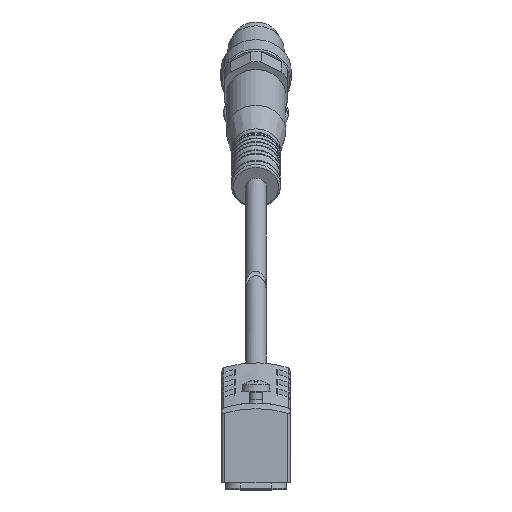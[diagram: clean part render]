
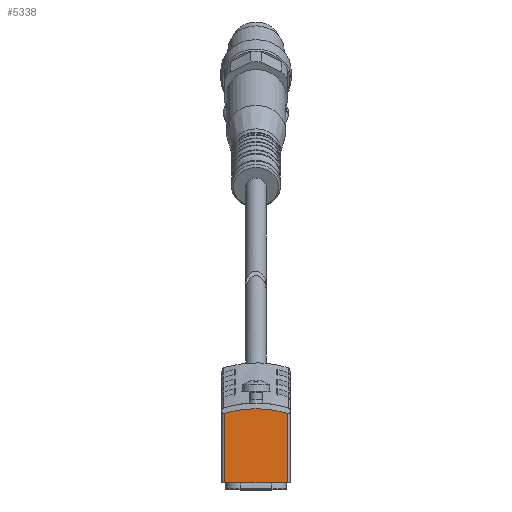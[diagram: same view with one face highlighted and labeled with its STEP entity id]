
A CAD part, top view. The second image highlights one B-rep face of the part: STEP entity #5338.
In plain terms, the highlighted planar face has unit normal (0, 0, 1).
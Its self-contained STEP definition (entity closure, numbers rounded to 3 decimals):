
#389=LINE('',#7901,#662);
#390=LINE('',#7906,#663);
#391=LINE('',#7908,#664);
#662=VECTOR('',#6350,1000.);
#663=VECTOR('',#6353,1000.);
#664=VECTOR('',#6354,1000.);
#1112=ORIENTED_EDGE('',*,*,#2175,.F.);
#1113=ORIENTED_EDGE('',*,*,#2176,.F.);
#1114=ORIENTED_EDGE('',*,*,#2177,.T.);
#1115=ORIENTED_EDGE('',*,*,#2178,.F.);
#2175=EDGE_CURVE('',#2690,#2691,#389,.T.);
#2176=EDGE_CURVE('',#2692,#2690,#2888,.T.);
#2177=EDGE_CURVE('',#2692,#2693,#390,.T.);
#2178=EDGE_CURVE('',#2691,#2693,#391,.T.);
#2690=VERTEX_POINT('',#7902);
#2691=VERTEX_POINT('',#7903);
#2692=VERTEX_POINT('',#7905);
#2693=VERTEX_POINT('',#7907);
#2888=CIRCLE('',#5674,15.4);
#3063=EDGE_LOOP('',(#1112,#1113,#1114,#1115));
#3378=FACE_BOUND('',#3063,.T.);
#3669=PLANE('',#5673);
#5338=ADVANCED_FACE('',(#3378),#3669,.F.);
#5673=AXIS2_PLACEMENT_3D('',#7900,#6348,#6349);
#5674=AXIS2_PLACEMENT_3D('',#7904,#6351,#6352);
#6348=DIRECTION('',(0.,0.,-1.));
#6349=DIRECTION('',(-1.,0.,0.));
#6350=DIRECTION('',(0.,-1.,0.));
#6351=DIRECTION('',(0.,0.,-1.));
#6352=DIRECTION('',(-1.,0.,0.));
#6353=DIRECTION('',(0.,-1.,0.));
#6354=DIRECTION('',(-1.,0.,0.));
#7900=CARTESIAN_POINT('',(4.85,11.35,9.4));
#7901=CARTESIAN_POINT('',(4.45,10.,9.4));
#7902=CARTESIAN_POINT('',(4.45,9.893,9.4));
#7903=CARTESIAN_POINT('',(4.45,0.,9.4));
#7904=CARTESIAN_POINT('',(0.,-4.85,9.4));
#7905=CARTESIAN_POINT('',(-4.45,9.893,9.4));
#7906=CARTESIAN_POINT('',(-4.45,10.,9.4));
#7907=CARTESIAN_POINT('',(-4.45,0.,9.4));
#7908=CARTESIAN_POINT('',(4.85,0.,9.4));
